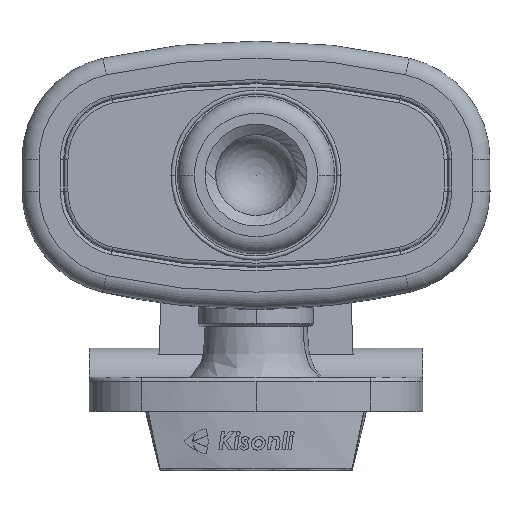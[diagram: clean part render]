
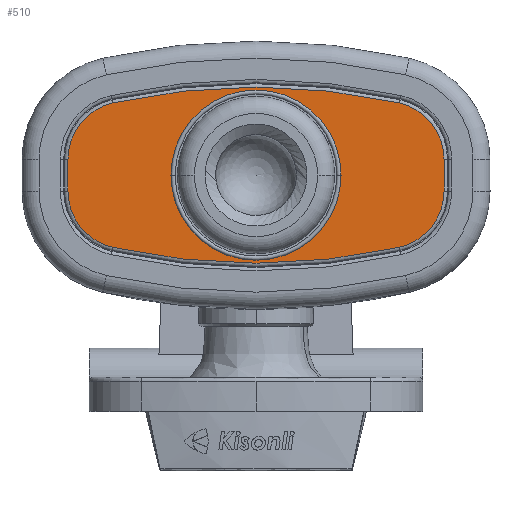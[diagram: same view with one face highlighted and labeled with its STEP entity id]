
A CAD part, top view. The second image highlights one B-rep face of the part: STEP entity #510.
In plain terms, the highlighted planar face has unit normal (0, 0, 1).
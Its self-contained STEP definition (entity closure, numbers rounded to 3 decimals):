
#424 = DIRECTION ( 'NONE',  ( 0., 0., 1. ) ) ;
#449 = CARTESIAN_POINT ( 'NONE',  ( -15.328, -1.875, 11.25 ) ) ;
#479 = ORIENTED_EDGE ( 'NONE', *, *, #2701, .F. ) ;
#510 = ADVANCED_FACE ( 'NONE', ( #9373, #10480 ), #7388, .T. ) ;
#639 = VERTEX_POINT ( 'NONE', #12434 ) ;
#646 = EDGE_CURVE ( 'NONE', #12595, #5710, #8240, .T. ) ;
#702 = CARTESIAN_POINT ( 'NONE',  ( 22.1, -1.875, 11.25 ) ) ;
#798 = ORIENTED_EDGE ( 'NONE', *, *, #1191, .T. ) ;
#938 = CARTESIAN_POINT ( 'NONE',  ( 22.1, 1.875, 11.25 ) ) ;
#1083 = DIRECTION ( 'NONE',  ( 1., 0., 0. ) ) ;
#1191 = EDGE_CURVE ( 'NONE', #8353, #13091, #5908, .T. ) ;
#1613 = DIRECTION ( 'NONE',  ( 0., 0., 1. ) ) ;
#2086 = EDGE_CURVE ( 'NONE', #13091, #639, #3282, .T. ) ;
#2144 = AXIS2_PLACEMENT_3D ( 'NONE', #9955, #8634, #7640 ) ;
#2179 = CARTESIAN_POINT ( 'NONE',  ( -16.815, 8.482, 11.25 ) ) ;
#2286 = EDGE_CURVE ( 'NONE', #11719, #4976, #12921, .T. ) ;
#2302 = CARTESIAN_POINT ( 'NONE',  ( -15.328, 1.875, 11.25 ) ) ;
#2375 = EDGE_LOOP ( 'NONE', ( #10785, #7929, #3131, #798, #3004, #8897, #10599, #2379 ) ) ;
#2379 = ORIENTED_EDGE ( 'NONE', *, *, #2286, .T. ) ;
#2701 = EDGE_CURVE ( 'NONE', #7731, #6822, #6755, .T. ) ;
#3004 = ORIENTED_EDGE ( 'NONE', *, *, #2086, .T. ) ;
#3131 = ORIENTED_EDGE ( 'NONE', *, *, #7674, .T. ) ;
#3282 = CIRCLE ( 'NONE', #12430, 6.772 ) ;
#3439 = CARTESIAN_POINT ( 'NONE',  ( 16.815, 8.482, 11.25 ) ) ;
#3528 = DIRECTION ( 'NONE',  ( 1., 0., 0. ) ) ;
#3680 = CARTESIAN_POINT ( 'NONE',  ( -22.1, -1.875, 11.25 ) ) ;
#3710 = EDGE_CURVE ( 'NONE', #4976, #12595, #6585, .T. ) ;
#3714 = CARTESIAN_POINT ( 'NONE',  ( 10., 0., 11.25 ) ) ;
#4456 = CARTESIAN_POINT ( 'NONE',  ( -15.328, 1.875, 11.25 ) ) ;
#4477 = ORIENTED_EDGE ( 'NONE', *, *, #4882, .F. ) ;
#4676 = EDGE_CURVE ( 'NONE', #9551, #11719, #10247, .T. ) ;
#4882 = EDGE_CURVE ( 'NONE', #6822, #7731, #8335, .T. ) ;
#4976 = VERTEX_POINT ( 'NONE', #938 ) ;
#5367 = CARTESIAN_POINT ( 'NONE',  ( 16.815, -8.482, 11.25 ) ) ;
#5710 = VERTEX_POINT ( 'NONE', #2179 ) ;
#5900 = AXIS2_PLACEMENT_3D ( 'NONE', #10171, #1613, #10794 ) ;
#5908 = LINE ( 'NONE', #6856, #10632 ) ;
#6199 = DIRECTION ( 'NONE',  ( 0., 0., 1. ) ) ;
#6585 = CIRCLE ( 'NONE', #2144, 6.772 ) ;
#6755 = CIRCLE ( 'NONE', #5900, 10. ) ;
#6822 = VERTEX_POINT ( 'NONE', #12712 ) ;
#6839 = DIRECTION ( 'NONE',  ( 0., 1., 0. ) ) ;
#6856 = CARTESIAN_POINT ( 'NONE',  ( -22.1, -1.875, 11.25 ) ) ;
#6957 = AXIS2_PLACEMENT_3D ( 'NONE', #4456, #7259, #12593 ) ;
#7259 = DIRECTION ( 'NONE',  ( 0., 0., 1. ) ) ;
#7303 = DIRECTION ( 'NONE',  ( 1., 0., 0. ) ) ;
#7363 = CARTESIAN_POINT ( 'NONE',  ( 0., -66.25, 11.25 ) ) ;
#7388 = PLANE ( 'NONE',  #6957 ) ;
#7601 = AXIS2_PLACEMENT_3D ( 'NONE', #7363, #424, #9732 ) ;
#7617 = DIRECTION ( 'NONE',  ( 1., 0., 0. ) ) ;
#7640 = DIRECTION ( 'NONE',  ( 1., 0., 0. ) ) ;
#7674 = EDGE_CURVE ( 'NONE', #5710, #8353, #12918, .T. ) ;
#7731 = VERTEX_POINT ( 'NONE', #3714 ) ;
#7846 = CARTESIAN_POINT ( 'NONE',  ( 22.1, 1.875, 11.25 ) ) ;
#7929 = ORIENTED_EDGE ( 'NONE', *, *, #646, .T. ) ;
#8240 = CIRCLE ( 'NONE', #7601, 76.6 ) ;
#8335 = CIRCLE ( 'NONE', #12167, 10. ) ;
#8353 = VERTEX_POINT ( 'NONE', #11762 ) ;
#8634 = DIRECTION ( 'NONE',  ( 0., 0., 1. ) ) ;
#8675 = CARTESIAN_POINT ( 'NONE',  ( 0., 0., 11.25 ) ) ;
#8805 = DIRECTION ( 'NONE',  ( 1., 0., 0. ) ) ;
#8897 = ORIENTED_EDGE ( 'NONE', *, *, #9879, .T. ) ;
#8904 = CIRCLE ( 'NONE', #10160, 76.6 ) ;
#9373 = FACE_OUTER_BOUND ( 'NONE', #2375, .T. ) ;
#9551 = VERTEX_POINT ( 'NONE', #5367 ) ;
#9588 = AXIS2_PLACEMENT_3D ( 'NONE', #2302, #12503, #7303 ) ;
#9599 = CARTESIAN_POINT ( 'NONE',  ( 0., 66.25, 11.25 ) ) ;
#9732 = DIRECTION ( 'NONE',  ( 1., 0., 0. ) ) ;
#9838 = DIRECTION ( 'NONE',  ( 0., -1., 0. ) ) ;
#9879 = EDGE_CURVE ( 'NONE', #639, #9551, #8904, .T. ) ;
#9955 = CARTESIAN_POINT ( 'NONE',  ( 15.328, 1.875, 11.25 ) ) ;
#10046 = AXIS2_PLACEMENT_3D ( 'NONE', #12700, #6199, #1083 ) ;
#10160 = AXIS2_PLACEMENT_3D ( 'NONE', #9599, #12694, #7617 ) ;
#10171 = CARTESIAN_POINT ( 'NONE',  ( 0., 0., 11.25 ) ) ;
#10247 = CIRCLE ( 'NONE', #10046, 6.772 ) ;
#10480 = FACE_BOUND ( 'NONE', #10924, .T. ) ;
#10599 = ORIENTED_EDGE ( 'NONE', *, *, #4676, .T. ) ;
#10632 = VECTOR ( 'NONE', #9838, 1000. ) ;
#10717 = VECTOR ( 'NONE', #6839, 1000. ) ;
#10785 = ORIENTED_EDGE ( 'NONE', *, *, #3710, .T. ) ;
#10794 = DIRECTION ( 'NONE',  ( 1., 0., 0. ) ) ;
#10924 = EDGE_LOOP ( 'NONE', ( #479, #4477 ) ) ;
#11719 = VERTEX_POINT ( 'NONE', #702 ) ;
#11762 = CARTESIAN_POINT ( 'NONE',  ( -22.1, 1.875, 11.25 ) ) ;
#12167 = AXIS2_PLACEMENT_3D ( 'NONE', #8675, #12761, #8805 ) ;
#12430 = AXIS2_PLACEMENT_3D ( 'NONE', #449, #12795, #3528 ) ;
#12434 = CARTESIAN_POINT ( 'NONE',  ( -16.815, -8.482, 11.25 ) ) ;
#12503 = DIRECTION ( 'NONE',  ( 0., 0., 1. ) ) ;
#12593 = DIRECTION ( 'NONE',  ( 1., 0., 0. ) ) ;
#12595 = VERTEX_POINT ( 'NONE', #3439 ) ;
#12694 = DIRECTION ( 'NONE',  ( 0., 0., 1. ) ) ;
#12700 = CARTESIAN_POINT ( 'NONE',  ( 15.328, -1.875, 11.25 ) ) ;
#12712 = CARTESIAN_POINT ( 'NONE',  ( -10., 0., 11.25 ) ) ;
#12761 = DIRECTION ( 'NONE',  ( 0., 0., 1. ) ) ;
#12795 = DIRECTION ( 'NONE',  ( 0., 0., 1. ) ) ;
#12918 = CIRCLE ( 'NONE', #9588, 6.772 ) ;
#12921 = LINE ( 'NONE', #7846, #10717 ) ;
#13091 = VERTEX_POINT ( 'NONE', #3680 ) ;
